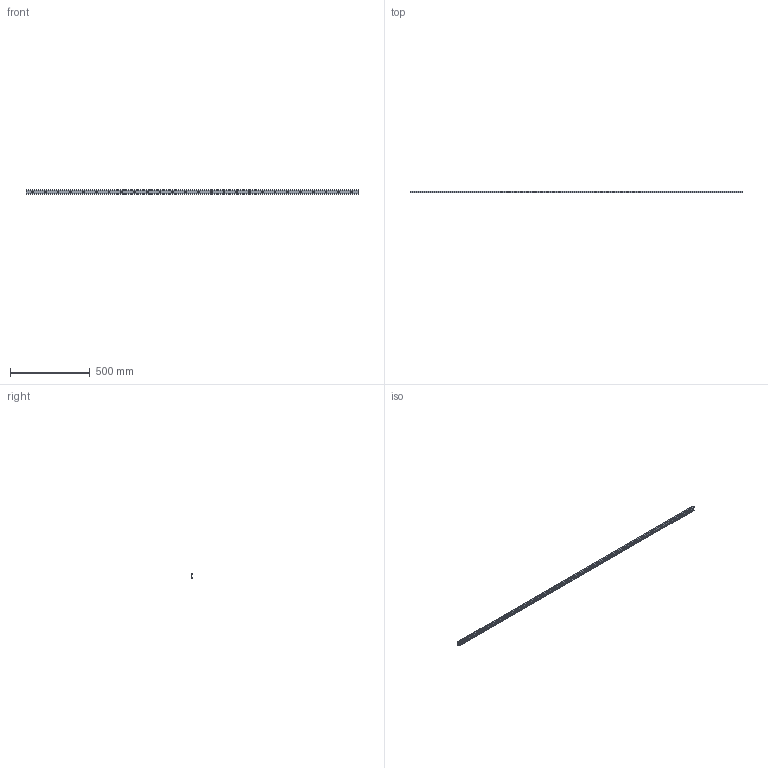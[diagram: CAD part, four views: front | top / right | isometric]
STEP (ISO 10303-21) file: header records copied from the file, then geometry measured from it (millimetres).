
FILE_DESCRIPTION((''),'2;1');
FILE_NAME('LCU 28H-2080.C.stp','2016-05-02T15:29:07',('MRathmann'),(''),'Autodesk Inventor 2012','Autodesk Inventor 2012','');
FILE_SCHEMA(('CONFIG_CONTROL_DESIGN'));
Length unit declared in the file: millimetre
Products named in the file (1): LCU 28H-2080.C
Bounding box: 2080 x 12.3 x 28 mm (x, y, z)
Volume: 313492.3 mm3; surface area: 198448.4 mm2
Topology: 1 solids, 1 shells, 100 faces, 216 edges, 144 vertices
Faces by surface type: cylinder 63, plane 37
Full cylindrical faces by diameter (mm): 6.4 x26, 11 x26
Entity records: 2656 total; most frequent: DIRECTION 492, CARTESIAN_POINT 409, ORIENTED_EDGE 328, EDGE_LOOP 230, AXIS2_PLACEMENT_3D 227, EDGE_CURVE 164, VERTEX_POINT 144, FACE_BOUND 130
